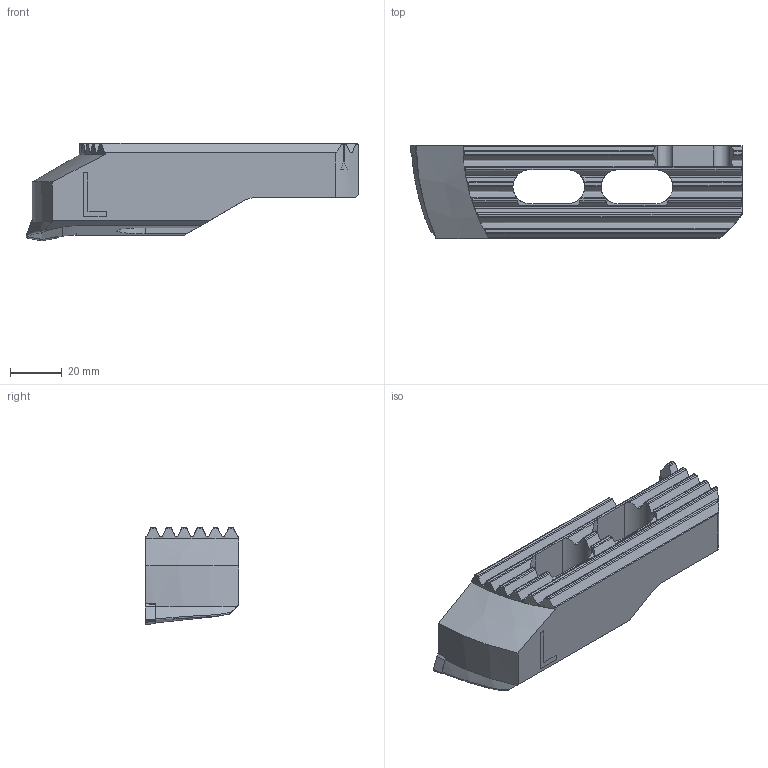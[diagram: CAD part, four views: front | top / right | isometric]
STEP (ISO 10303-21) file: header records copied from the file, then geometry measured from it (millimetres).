
FILE_DESCRIPTION(('no description'),'unknown implementation level');
FILE_NAME('03AA63C7-2478-412C-9D22-FF59E5747026_export.stp',' ',('CIMSOURCE GmbH'),('CADClick - KiM GmbH - www.kimweb.de'),'unknown preprocess','ACIS','unknown authorization');
FILE_SCHEMA(('automotive_design'));
Length unit declared in the file: millimetre
Products named in the file (3): 639.286 Kaiser 181-209 SW148 WC06 L|655.651 Kaiser WCMT 06T308 K20C;Kombinieren1; 639.286 Kaiser 181-209 SW148 WC06 L|694.137 Kasier ETL M3,5 X 9,4 T10 IP 10S;Schnitt-Linear austragen2; 639.286 Kaiser 181-209 SW148 WC06 L|639.286 Kaiser 181-209 SW148 WC06 L;RSS-Marke
Bounding box: 128 x 36.07 x 37.6 mm (x, y, z)
Volume: 84505.5 mm3; surface area: 21560.4 mm2
Topology: 3 solids, 3 shells, 257 faces, 713 edges, 464 vertices
Faces by surface type: plane 116, cylinder 100, cone 31, torus 8, bspline 2
Entity records: 17294 total; most frequent: CARTESIAN_POINT 2636, STYLED_ITEM 1435, PRESENTATION_STYLE_ASSIGNMENT 1435, COLOUR_RGB 1435, ORIENTED_EDGE 1422, DIRECTION 1420, EDGE_CURVE 711, CURVE_STYLE 711
